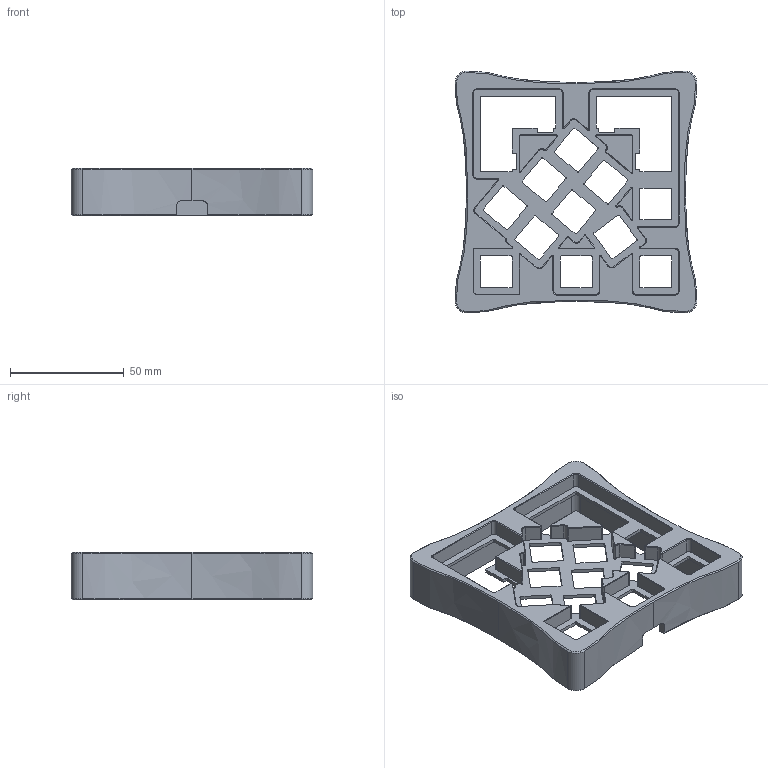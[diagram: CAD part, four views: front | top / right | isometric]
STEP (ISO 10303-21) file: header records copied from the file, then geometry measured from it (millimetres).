
FILE_DESCRIPTION(/* description */ (''),/* implementation_level */ '2;1');
FILE_NAME(/* name */ 'SP17 MonoCase.stp',/* time_stamp */ '2025-06-27T14:11:18+02:00',/* author */ ('admin'),/* organization */ (''),/* preprocessor_version */ 'ST-DEVELOPER v20',/* originating_system */ 'Autodesk Inventor 2025',/* authorisation */ '');
FILE_SCHEMA (('AUTOMOTIVE_DESIGN { 1 0 10303 214 3 1 1 }'));
Length unit declared in the file: millimetre
Products named in the file (1): SP17 MonoCase
Bounding box: 106.02 x 106.02 x 21 mm (x, y, z)
Volume: 57064.9 mm3; surface area: 32051.4 mm2
Topology: 1 solids, 1 shells, 392 faces, 1028 edges, 647 vertices
Faces by surface type: plane 185, cylinder 124, cone 59, bspline 24
Full cylindrical faces by diameter (mm): 8.2 x4
Entity records: 12562 total; most frequent: CARTESIAN_POINT 2728, ORIENTED_EDGE 2056, DIRECTION 2034, EDGE_CURVE 1028, LINE 678, VECTOR 678, AXIS2_PLACEMENT_3D 678, VERTEX_POINT 647
